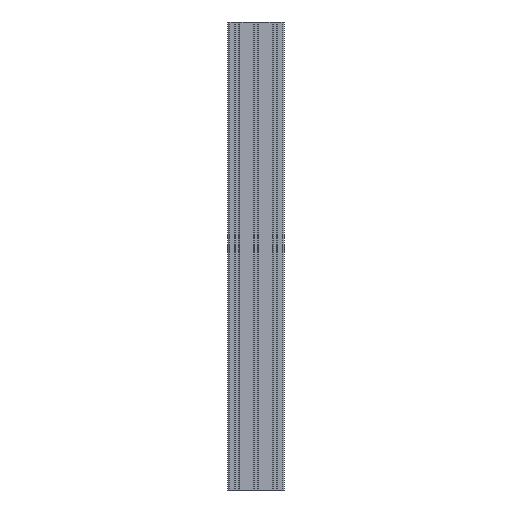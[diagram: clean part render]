
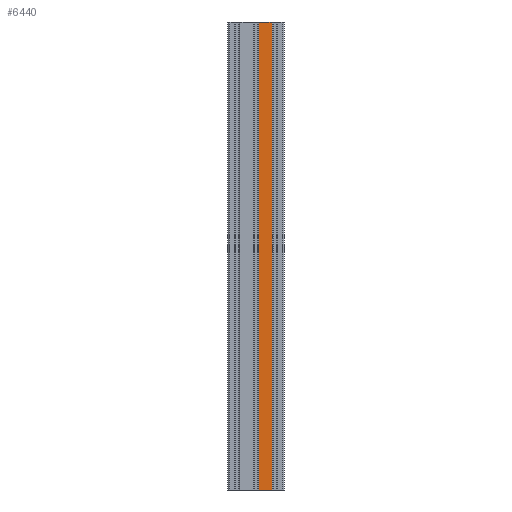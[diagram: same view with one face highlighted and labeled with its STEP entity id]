
A CAD part, front view. The second image highlights one B-rep face of the part: STEP entity #6440.
In plain terms, the highlighted planar face has unit normal (0, -1, 0).
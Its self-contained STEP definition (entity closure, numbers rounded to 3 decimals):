
#6382=CARTESIAN_POINT('',(68.8,0.0,1000.0));
#6383=VERTEX_POINT('',#6382);
#6391=CARTESIAN_POINT('',(68.8,0.0,0.0));
#6392=VERTEX_POINT('',#6391);
#6393=CARTESIAN_POINT('',(68.8,0.0,0.0));
#6394=DIRECTION('',(0.0,0.0,1.0));
#6395=VECTOR('',#6394,1000.0);
#6396=LINE('',#6393,#6395);
#6397=EDGE_CURVE('',#6392,#6383,#6396,.T.);
#6410=CARTESIAN_POINT('',(68.8,0.0,0.0));
#6411=DIRECTION('',(0.0,-1.0,0.0));
#6412=DIRECTION('',(0.0,0.0,-1.0));
#6413=AXIS2_PLACEMENT_3D('',#6410,#6411,#6412);
#6414=PLANE('',#6413);
#6415=CARTESIAN_POINT('',(40.0,0.0,1000.0));
#6416=VERTEX_POINT('',#6415);
#6417=CARTESIAN_POINT('',(68.8,0.0,1000.0));
#6418=DIRECTION('',(-1.0,0.0,0.0));
#6419=VECTOR('',#6418,28.8);
#6420=LINE('',#6417,#6419);
#6421=EDGE_CURVE('',#6383,#6416,#6420,.T.);
#6422=ORIENTED_EDGE('',*,*,#6421,.T.);
#6423=CARTESIAN_POINT('',(40.0,0.0,0.0));
#6424=VERTEX_POINT('',#6423);
#6425=CARTESIAN_POINT('',(40.0,0.0,0.0));
#6426=DIRECTION('',(0.0,0.0,1.0));
#6427=VECTOR('',#6426,1000.0);
#6428=LINE('',#6425,#6427);
#6429=EDGE_CURVE('',#6424,#6416,#6428,.T.);
#6430=ORIENTED_EDGE('',*,*,#6429,.F.);
#6431=CARTESIAN_POINT('',(40.0,0.0,0.0));
#6432=DIRECTION('',(1.0,0.0,0.0));
#6433=VECTOR('',#6432,28.8);
#6434=LINE('',#6431,#6433);
#6435=EDGE_CURVE('',#6424,#6392,#6434,.T.);
#6436=ORIENTED_EDGE('',*,*,#6435,.T.);
#6437=ORIENTED_EDGE('',*,*,#6397,.T.);
#6438=EDGE_LOOP('',(#6422,#6430,#6436,#6437));
#6439=FACE_OUTER_BOUND('',#6438,.T.);
#6440=ADVANCED_FACE('',(#6439),#6414,.T.);
